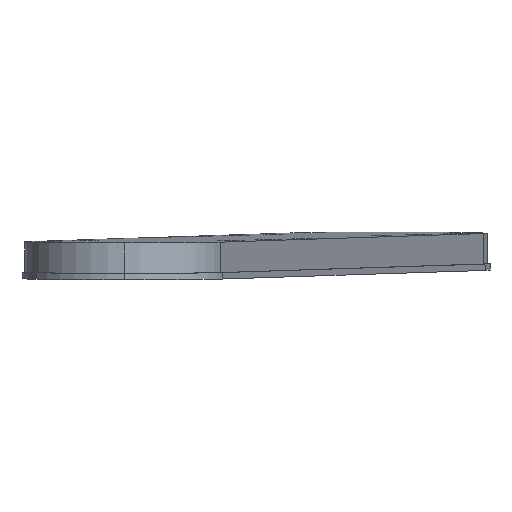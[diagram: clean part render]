
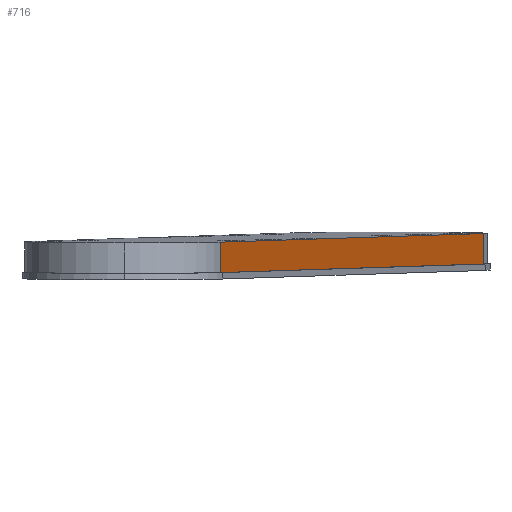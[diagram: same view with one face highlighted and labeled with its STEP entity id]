
A CAD part, left-side view. The second image highlights one B-rep face of the part: STEP entity #716.
In plain terms, the highlighted planar face has unit normal (-0.296, -0.955, -0.003).
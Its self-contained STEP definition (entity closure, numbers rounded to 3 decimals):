
#257 = VECTOR ( 'NONE', #494, 1000. ) ;
#272 = ORIENTED_EDGE ( 'NONE', *, *, #3585, .T. ) ;
#305 = EDGE_CURVE ( 'NONE', #3535, #3098, #3015, .T. ) ;
#351 = EDGE_CURVE ( 'NONE', #3098, #2286, #1929, .T. ) ;
#355 = CARTESIAN_POINT ( 'NONE',  ( -437.388, 359.991, 138.106 ) ) ;
#381 = ORIENTED_EDGE ( 'NONE', *, *, #351, .F. ) ;
#494 = DIRECTION ( 'NONE',  ( 0.01, 0., -1. ) ) ;
#543 = CARTESIAN_POINT ( 'NONE',  ( -437.51, 359.991, 150.105 ) ) ;
#716 = ADVANCED_FACE ( 'NONE', ( #1345 ), #2990, .F. ) ;
#742 = CARTESIAN_POINT ( 'NONE',  ( -437.51, 359.991, 150.105 ) ) ;
#762 = LINE ( 'NONE', #543, #2038 ) ;
#821 = DIRECTION ( 'NONE',  ( 0.01, 0., -1. ) ) ;
#899 = DIRECTION ( 'NONE',  ( 0.955, -0.296, 0.01 ) ) ;
#965 = AXIS2_PLACEMENT_3D ( 'NONE', #1026, #2421, #986 ) ;
#986 = DIRECTION ( 'NONE',  ( -0.955, 0.296, 0. ) ) ;
#1026 = CARTESIAN_POINT ( 'NONE',  ( 62.031, 204.983, 155.178 ) ) ;
#1058 = CARTESIAN_POINT ( 'NONE',  ( -103.265, 256.274, 153.499 ) ) ;
#1188 = LINE ( 'NONE', #2056, #2135 ) ;
#1345 = FACE_OUTER_BOUND ( 'NONE', #2733, .T. ) ;
#1929 = LINE ( 'NONE', #1058, #257 ) ;
#2038 = VECTOR ( 'NONE', #821, 1000. ) ;
#2056 = CARTESIAN_POINT ( 'NONE',  ( 62.153, 204.983, 143.179 ) ) ;
#2135 = VECTOR ( 'NONE', #899, 1000. ) ;
#2286 = VERTEX_POINT ( 'NONE', #2298 ) ;
#2298 = CARTESIAN_POINT ( 'NONE',  ( -103.143, 256.274, 141.5 ) ) ;
#2360 = EDGE_CURVE ( 'NONE', #2452, #2286, #1188, .T. ) ;
#2421 = DIRECTION ( 'NONE',  ( 0.296, 0.955, 0.003 ) ) ;
#2452 = VERTEX_POINT ( 'NONE', #355 ) ;
#2457 = DIRECTION ( 'NONE',  ( 0.955, -0.296, 0.01 ) ) ;
#2486 = VECTOR ( 'NONE', #2457, 1000. ) ;
#2487 = CARTESIAN_POINT ( 'NONE',  ( -103.265, 256.274, 153.499 ) ) ;
#2731 = ORIENTED_EDGE ( 'NONE', *, *, #2360, .T. ) ;
#2733 = EDGE_LOOP ( 'NONE', ( #2731, #381, #2988, #272 ) ) ;
#2798 = CARTESIAN_POINT ( 'NONE',  ( 62.031, 204.983, 155.178 ) ) ;
#2988 = ORIENTED_EDGE ( 'NONE', *, *, #305, .F. ) ;
#2990 = PLANE ( 'NONE',  #965 ) ;
#3015 = LINE ( 'NONE', #2798, #2486 ) ;
#3098 = VERTEX_POINT ( 'NONE', #2487 ) ;
#3535 = VERTEX_POINT ( 'NONE', #742 ) ;
#3585 = EDGE_CURVE ( 'NONE', #3535, #2452, #762, .T. ) ;
